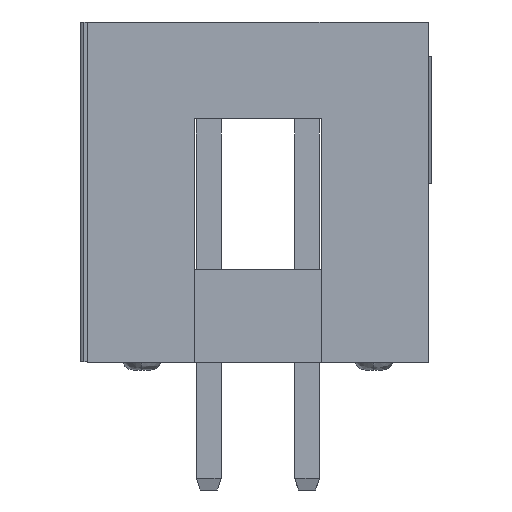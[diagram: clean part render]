
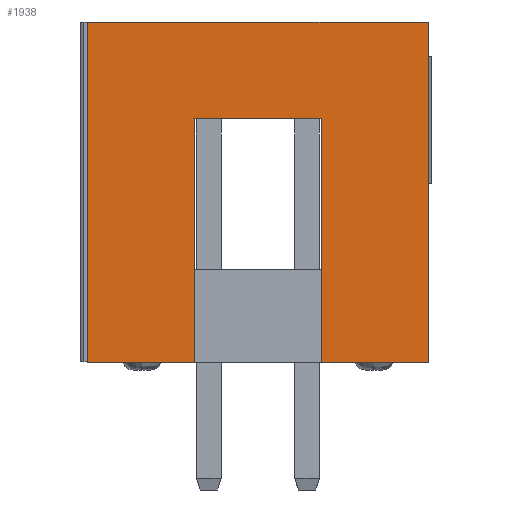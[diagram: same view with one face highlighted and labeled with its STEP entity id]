
A CAD part, left-side view. The second image highlights one B-rep face of the part: STEP entity #1938.
In plain terms, the highlighted planar face has unit normal (-1, 0, 0).
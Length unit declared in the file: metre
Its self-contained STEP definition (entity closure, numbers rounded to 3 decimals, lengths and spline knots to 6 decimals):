
#1352 = EDGE_CURVE( '', #3946, #3947, #3948, .T. );
#1500 = EDGE_CURVE( '', #3946, #4221, #4222, .T. );
#1660 = EDGE_CURVE( '', #4489, #3925, #4490, .T. );
#1938 = ADVANCED_FACE( '', ( #4936 ), #4937, .T. );
#2154 = EDGE_CURVE( '', #4489, #5253, #5254, .T. );
#2418 = EDGE_CURVE( '', #4221, #5619, #5620, .T. );
#3084 = EDGE_CURVE( '', #5619, #5591, #6463, .T. );
#3298 = EDGE_CURVE( '', #3947, #5253, #6713, .T. );
#3302 = EDGE_CURVE( '', #5591, #3925, #6717, .T. );
#3925 = VERTEX_POINT( '', #7499 );
#3946 = VERTEX_POINT( '', #7528 );
#3947 = VERTEX_POINT( '', #7529 );
#3948 = LINE( '', #7530, #7531 );
#4221 = VERTEX_POINT( '', #7937 );
#4222 = LINE( '', #7938, #7939 );
#4489 = VERTEX_POINT( '', #8318 );
#4490 = LINE( '', #8319, #8320 );
#4936 = FACE_OUTER_BOUND( '', #8981, .T. );
#4937 = PLANE( '', #8982 );
#5253 = VERTEX_POINT( '', #9438 );
#5254 = LINE( '', #9439, #9440 );
#5591 = VERTEX_POINT( '', #10056 );
#5619 = VERTEX_POINT( '', #10097 );
#5620 = LINE( '', #10098, #10099 );
#6463 = LINE( '', #11515, #11516 );
#6713 = LINE( '', #11914, #11915 );
#6717 = LINE( '', #11922, #11923 );
#7499 = CARTESIAN_POINT( '', ( -0.0127, 0.00165, 0.006499 ) );
#7528 = CARTESIAN_POINT( '', ( -0.0127, -0.0044, 0.008999 ) );
#7529 = CARTESIAN_POINT( '', ( -0.0127, 0.0044, 0.008999 ) );
#7530 = CARTESIAN_POINT( '', ( -0.0127, -0.0044, 0.008999 ) );
#7531 = VECTOR( '', #12965, 1. );
#7937 = CARTESIAN_POINT( '', ( -0.0127, -0.0044, 0.000199 ) );
#7938 = CARTESIAN_POINT( '', ( -0.0127, -0.0044, 0.008999 ) );
#7939 = VECTOR( '', #13271, 1. );
#8318 = CARTESIAN_POINT( '', ( -0.0127, 0.00165, 0.000199 ) );
#8319 = CARTESIAN_POINT( '', ( -0.0127, 0.00165, 0.000199 ) );
#8320 = VECTOR( '', #13512, 1. );
#8981 = EDGE_LOOP( '', ( #13976, #13977, #13978, #13979, #13980, #13981, #13982, #13983 ) );
#8982 = AXIS2_PLACEMENT_3D( '', #13984, #13985, #13986 );
#9438 = CARTESIAN_POINT( '', ( -0.0127, 0.0044, 0.000199 ) );
#9439 = CARTESIAN_POINT( '', ( -0.0127, 0.00165, 0.000199 ) );
#9440 = VECTOR( '', #14359, 1. );
#10056 = CARTESIAN_POINT( '', ( -0.0127, -0.00165, 0.006499 ) );
#10097 = CARTESIAN_POINT( '', ( -0.0127, -0.00165, 0.000199 ) );
#10098 = CARTESIAN_POINT( '', ( -0.0127, -0.0044, 0.000199 ) );
#10099 = VECTOR( '', #14758, 1. );
#11515 = CARTESIAN_POINT( '', ( -0.0127, -0.00165, 0.000199 ) );
#11516 = VECTOR( '', #15832, 1. );
#11914 = CARTESIAN_POINT( '', ( -0.0127, 0.0044, 0.008999 ) );
#11915 = VECTOR( '', #16174, 1. );
#11922 = CARTESIAN_POINT( '', ( -0.0127, -0.00165, 0.006499 ) );
#11923 = VECTOR( '', #16176, 1. );
#12965 = DIRECTION( '', ( 0., 1., 0. ) );
#13271 = DIRECTION( '', ( 0., 0., -1. ) );
#13512 = DIRECTION( '', ( 0., 0., 1. ) );
#13976 = ORIENTED_EDGE( '', *, *, #2418, .F. );
#13977 = ORIENTED_EDGE( '', *, *, #1500, .F. );
#13978 = ORIENTED_EDGE( '', *, *, #1352, .T. );
#13979 = ORIENTED_EDGE( '', *, *, #3298, .T. );
#13980 = ORIENTED_EDGE( '', *, *, #2154, .F. );
#13981 = ORIENTED_EDGE( '', *, *, #1660, .T. );
#13982 = ORIENTED_EDGE( '', *, *, #3302, .F. );
#13983 = ORIENTED_EDGE( '', *, *, #3084, .F. );
#13984 = CARTESIAN_POINT( '', ( -0.0127, -0.0044, 0.008999 ) );
#13985 = DIRECTION( '', ( -1., 0., 0. ) );
#13986 = DIRECTION( '', ( 0., 0., 1. ) );
#14359 = DIRECTION( '', ( 0., 1., 0. ) );
#14758 = DIRECTION( '', ( 0., 1., 0. ) );
#15832 = DIRECTION( '', ( 0., 0., 1. ) );
#16174 = DIRECTION( '', ( 0., 0., -1. ) );
#16176 = DIRECTION( '', ( 0., 1., 0. ) );
